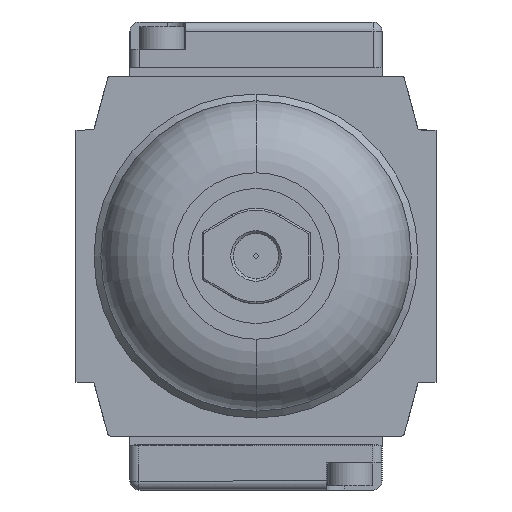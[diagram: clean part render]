
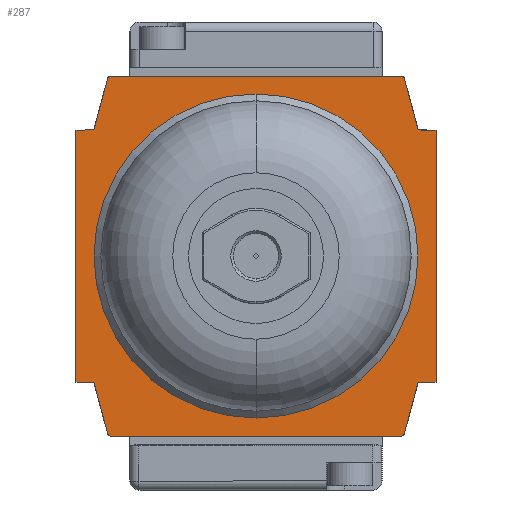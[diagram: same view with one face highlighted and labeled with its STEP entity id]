
A CAD part, front view. The second image highlights one B-rep face of the part: STEP entity #287.
In plain terms, the highlighted planar face has unit normal (0, -1, 0).
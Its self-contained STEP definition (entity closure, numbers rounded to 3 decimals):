
#145 = VERTEX_POINT ( 'NONE', #3704 ) ;
#204 = AXIS2_PLACEMENT_3D ( 'NONE', #2090, #7349, #8109 ) ;
#287 = ADVANCED_FACE ( 'NONE', ( #3659 ), #2497, .T. ) ;
#474 = ORIENTED_EDGE ( 'NONE', *, *, #5080, .F. ) ;
#572 = ORIENTED_EDGE ( 'NONE', *, *, #8640, .T. ) ;
#625 = ORIENTED_EDGE ( 'NONE', *, *, #5715, .F. ) ;
#626 = VECTOR ( 'NONE', #2329, 1000. ) ;
#704 = DIRECTION ( 'NONE',  ( 0., -1., 0. ) ) ;
#715 = CARTESIAN_POINT ( 'NONE',  ( 16.208, -23., -20. ) ) ;
#773 = CARTESIAN_POINT ( 'NONE',  ( 20., -23., 14. ) ) ;
#906 = ORIENTED_EDGE ( 'NONE', *, *, #5005, .F. ) ;
#917 = DIRECTION ( 'NONE',  ( -1., 0., 0. ) ) ;
#951 = VECTOR ( 'NONE', #5688, 1000. ) ;
#1110 = CARTESIAN_POINT ( 'NONE',  ( -16.4, -23., -20. ) ) ;
#1117 = CARTESIAN_POINT ( 'NONE',  ( 16.45, -23., 19.815 ) ) ;
#1404 = VECTOR ( 'NONE', #5334, 1000. ) ;
#1492 = CARTESIAN_POINT ( 'NONE',  ( -16.208, -23., 20. ) ) ;
#1519 = DIRECTION ( 'NONE',  ( 0., 0., -1. ) ) ;
#1661 = VERTEX_POINT ( 'NONE', #1492 ) ;
#1711 = CIRCLE ( 'NONE', #7889, 0.25 ) ;
#1794 = CARTESIAN_POINT ( 'NONE',  ( -18.008, -23., 14. ) ) ;
#1797 = VERTEX_POINT ( 'NONE', #8599 ) ;
#1803 = EDGE_CURVE ( 'NONE', #9708, #2657, #4718, .T. ) ;
#1979 = LINE ( 'NONE', #5124, #2716 ) ;
#2090 = CARTESIAN_POINT ( 'NONE',  ( -25.51, -23., 14. ) ) ;
#2144 = CARTESIAN_POINT ( 'NONE',  ( 16.208, -23., -19.75 ) ) ;
#2217 = ORIENTED_EDGE ( 'NONE', *, *, #1803, .F. ) ;
#2273 = DIRECTION ( 'NONE',  ( 0., 0., -1. ) ) ;
#2292 = CARTESIAN_POINT ( 'NONE',  ( -16.45, -23., 19.815 ) ) ;
#2329 = DIRECTION ( 'NONE',  ( 0.259, 0., 0.966 ) ) ;
#2463 = DIRECTION ( 'NONE',  ( 0., -1., 0. ) ) ;
#2497 = PLANE ( 'NONE',  #204 ) ;
#2521 = CARTESIAN_POINT ( 'NONE',  ( 16.208, -23., 19.75 ) ) ;
#2636 = LINE ( 'NONE', #6340, #4000 ) ;
#2657 = VERTEX_POINT ( 'NONE', #6136 ) ;
#2716 = VECTOR ( 'NONE', #917, 1000. ) ;
#2789 = VECTOR ( 'NONE', #6126, 1000. ) ;
#3020 = LINE ( 'NONE', #5342, #7677 ) ;
#3143 = CARTESIAN_POINT ( 'NONE',  ( 16.4, -23., 20. ) ) ;
#3155 = CARTESIAN_POINT ( 'NONE',  ( -16.45, -23., -19.815 ) ) ;
#3184 = CARTESIAN_POINT ( 'NONE',  ( 16.208, -23., 20. ) ) ;
#3243 = VERTEX_POINT ( 'NONE', #2292 ) ;
#3263 = ORIENTED_EDGE ( 'NONE', *, *, #4768, .F. ) ;
#3275 = DIRECTION ( 'NONE',  ( 0., 0., 1. ) ) ;
#3514 = LINE ( 'NONE', #5949, #4547 ) ;
#3659 = FACE_OUTER_BOUND ( 'NONE', #5776, .T. ) ;
#3672 = VERTEX_POINT ( 'NONE', #3155 ) ;
#3704 = CARTESIAN_POINT ( 'NONE',  ( 18.008, -23., -14. ) ) ;
#3715 = CARTESIAN_POINT ( 'NONE',  ( -16.4, -23., 20. ) ) ;
#3824 = EDGE_CURVE ( 'NONE', #1661, #3243, #1711, .T. ) ;
#3876 = AXIS2_PLACEMENT_3D ( 'NONE', #7632, #7591, #7559 ) ;
#3898 = VERTEX_POINT ( 'NONE', #1794 ) ;
#3963 = VERTEX_POINT ( 'NONE', #3184 ) ;
#4000 = VECTOR ( 'NONE', #6311, 1000. ) ;
#4065 = CARTESIAN_POINT ( 'NONE',  ( -18.008, -23., -14. ) ) ;
#4174 = LINE ( 'NONE', #7958, #9286 ) ;
#4233 = VECTOR ( 'NONE', #8500, 1000. ) ;
#4344 = LINE ( 'NONE', #7920, #951 ) ;
#4469 = ORIENTED_EDGE ( 'NONE', *, *, #3824, .T. ) ;
#4547 = VECTOR ( 'NONE', #3275, 1000. ) ;
#4573 = ORIENTED_EDGE ( 'NONE', *, *, #6312, .F. ) ;
#4718 = LINE ( 'NONE', #6430, #4233 ) ;
#4768 = EDGE_CURVE ( 'NONE', #3672, #9708, #8507, .T. ) ;
#4827 = ORIENTED_EDGE ( 'NONE', *, *, #8350, .F. ) ;
#4874 = DIRECTION ( 'NONE',  ( 1., 0., 0. ) ) ;
#4881 = CARTESIAN_POINT ( 'NONE',  ( -16.208, -23., 19.75 ) ) ;
#4924 = LINE ( 'NONE', #3143, #2789 ) ;
#4961 = ORIENTED_EDGE ( 'NONE', *, *, #6874, .F. ) ;
#5005 = EDGE_CURVE ( 'NONE', #2657, #8797, #3514, .T. ) ;
#5046 = VERTEX_POINT ( 'NONE', #7112 ) ;
#5080 = EDGE_CURVE ( 'NONE', #8797, #3898, #7343, .T. ) ;
#5099 = CARTESIAN_POINT ( 'NONE',  ( -16.208, -23., -20. ) ) ;
#5111 = EDGE_CURVE ( 'NONE', #3898, #3243, #5727, .T. ) ;
#5124 = CARTESIAN_POINT ( 'NONE',  ( 18.008, -23., -14. ) ) ;
#5260 = VECTOR ( 'NONE', #7674, 1000. ) ;
#5334 = DIRECTION ( 'NONE',  ( -0.259, 0., -0.966 ) ) ;
#5342 = CARTESIAN_POINT ( 'NONE',  ( 16.4, -23., -20. ) ) ;
#5366 = DIRECTION ( 'NONE',  ( 0., -1., 0. ) ) ;
#5475 = VERTEX_POINT ( 'NONE', #715 ) ;
#5688 = DIRECTION ( 'NONE',  ( 0.259, 0., -0.966 ) ) ;
#5715 = EDGE_CURVE ( 'NONE', #1661, #3963, #4924, .T. ) ;
#5727 = LINE ( 'NONE', #3715, #626 ) ;
#5753 = ORIENTED_EDGE ( 'NONE', *, *, #9466, .T. ) ;
#5776 = EDGE_LOOP ( 'NONE', ( #625, #4469, #7403, #474, #906, #2217, #3263, #5753, #6355, #572, #9358, #4827, #4573, #9247, #4961, #6390 ) ) ;
#5824 = EDGE_CURVE ( 'NONE', #145, #8069, #7374, .T. ) ;
#5949 = CARTESIAN_POINT ( 'NONE',  ( -20., -23., -14. ) ) ;
#6022 = CARTESIAN_POINT ( 'NONE',  ( -18.008, -23., 14. ) ) ;
#6038 = DIRECTION ( 'NONE',  ( 1., 0., 0. ) ) ;
#6081 = CARTESIAN_POINT ( 'NONE',  ( 16.4, -23., -20. ) ) ;
#6126 = DIRECTION ( 'NONE',  ( 1., 0., 0. ) ) ;
#6136 = CARTESIAN_POINT ( 'NONE',  ( -20., -23., -14. ) ) ;
#6311 = DIRECTION ( 'NONE',  ( 0., 0., -1. ) ) ;
#6312 = EDGE_CURVE ( 'NONE', #8275, #1797, #2636, .T. ) ;
#6340 = CARTESIAN_POINT ( 'NONE',  ( 20., -23., -14. ) ) ;
#6355 = ORIENTED_EDGE ( 'NONE', *, *, #8271, .F. ) ;
#6390 = ORIENTED_EDGE ( 'NONE', *, *, #8150, .T. ) ;
#6430 = CARTESIAN_POINT ( 'NONE',  ( -18.008, -23., -14. ) ) ;
#6547 = CARTESIAN_POINT ( 'NONE',  ( -20., -23., 14. ) ) ;
#6551 = EDGE_CURVE ( 'NONE', #5046, #8275, #4174, .T. ) ;
#6565 = CIRCLE ( 'NONE', #3876, 0.25 ) ;
#6652 = VECTOR ( 'NONE', #6038, 1000. ) ;
#6874 = EDGE_CURVE ( 'NONE', #9379, #5046, #4344, .T. ) ;
#6876 = AXIS2_PLACEMENT_3D ( 'NONE', #2144, #5366, #8149 ) ;
#7112 = CARTESIAN_POINT ( 'NONE',  ( 18.008, -23., 14. ) ) ;
#7343 = LINE ( 'NONE', #6022, #6652 ) ;
#7349 = DIRECTION ( 'NONE',  ( 0., -1., 0. ) ) ;
#7374 = LINE ( 'NONE', #6081, #1404 ) ;
#7403 = ORIENTED_EDGE ( 'NONE', *, *, #5111, .F. ) ;
#7559 = DIRECTION ( 'NONE',  ( 0., 0., -1. ) ) ;
#7591 = DIRECTION ( 'NONE',  ( 0., -1., 0. ) ) ;
#7632 = CARTESIAN_POINT ( 'NONE',  ( -16.208, -23., -19.75 ) ) ;
#7674 = DIRECTION ( 'NONE',  ( -0.259, 0., 0.966 ) ) ;
#7677 = VECTOR ( 'NONE', #7921, 1000. ) ;
#7889 = AXIS2_PLACEMENT_3D ( 'NONE', #4881, #704, #1519 ) ;
#7920 = CARTESIAN_POINT ( 'NONE',  ( 16.4, -23., 20. ) ) ;
#7921 = DIRECTION ( 'NONE',  ( -1., 0., 0. ) ) ;
#7958 = CARTESIAN_POINT ( 'NONE',  ( 18.008, -23., 14. ) ) ;
#8069 = VERTEX_POINT ( 'NONE', #8819 ) ;
#8109 = DIRECTION ( 'NONE',  ( 0., 0., -1. ) ) ;
#8149 = DIRECTION ( 'NONE',  ( 0., 0., -1. ) ) ;
#8150 = EDGE_CURVE ( 'NONE', #9379, #3963, #9583, .T. ) ;
#8271 = EDGE_CURVE ( 'NONE', #5475, #8312, #3020, .T. ) ;
#8275 = VERTEX_POINT ( 'NONE', #773 ) ;
#8312 = VERTEX_POINT ( 'NONE', #5099 ) ;
#8350 = EDGE_CURVE ( 'NONE', #1797, #145, #1979, .T. ) ;
#8500 = DIRECTION ( 'NONE',  ( -1., 0., 0. ) ) ;
#8507 = LINE ( 'NONE', #1110, #5260 ) ;
#8599 = CARTESIAN_POINT ( 'NONE',  ( 20., -23., -14. ) ) ;
#8640 = EDGE_CURVE ( 'NONE', #5475, #8069, #9203, .T. ) ;
#8797 = VERTEX_POINT ( 'NONE', #6547 ) ;
#8819 = CARTESIAN_POINT ( 'NONE',  ( 16.45, -23., -19.815 ) ) ;
#8974 = AXIS2_PLACEMENT_3D ( 'NONE', #2521, #2463, #2273 ) ;
#9203 = CIRCLE ( 'NONE', #6876, 0.25 ) ;
#9247 = ORIENTED_EDGE ( 'NONE', *, *, #6551, .F. ) ;
#9286 = VECTOR ( 'NONE', #4874, 1000. ) ;
#9358 = ORIENTED_EDGE ( 'NONE', *, *, #5824, .F. ) ;
#9379 = VERTEX_POINT ( 'NONE', #1117 ) ;
#9466 = EDGE_CURVE ( 'NONE', #3672, #8312, #6565, .T. ) ;
#9583 = CIRCLE ( 'NONE', #8974, 0.25 ) ;
#9708 = VERTEX_POINT ( 'NONE', #4065 ) ;
